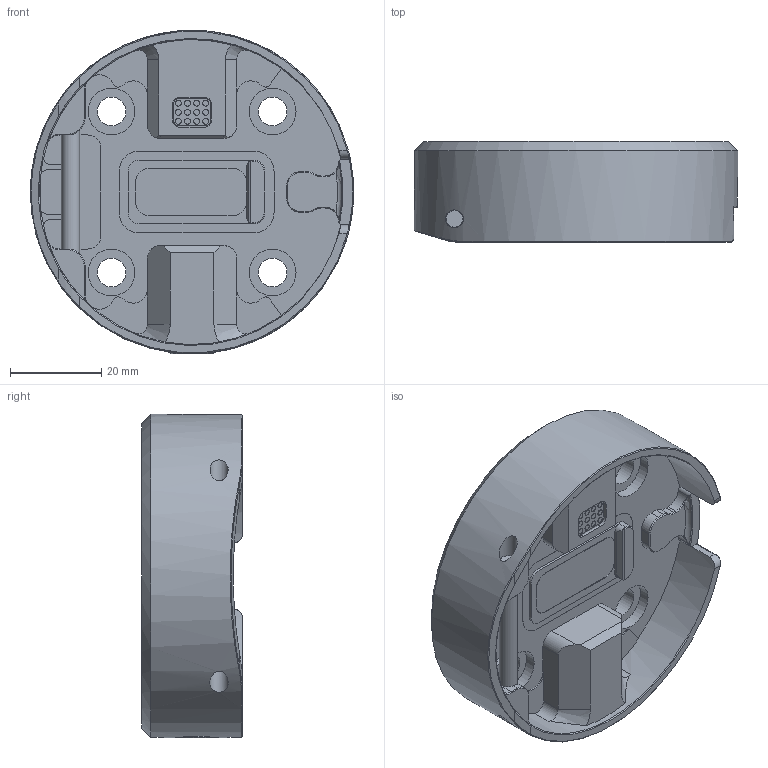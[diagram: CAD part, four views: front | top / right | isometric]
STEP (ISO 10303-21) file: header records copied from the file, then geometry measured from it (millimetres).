
FILE_DESCRIPTION (( 'STEP AP214' ), '1' );
FILE_NAME ('Quick_Changer_for_IO_v2.STEP', '2019-08-06T07:29:14', ( '' ), ( '' ), 'SwSTEP 2.0', 'SolidWorks 2019', '' );
FILE_SCHEMA (( 'AUTOMOTIVE_DESIGN' ));
Length unit declared in the file: millimetre
Products named in the file (7): 100022; 101582; 102689; 102010; 101396; 102695; Quick_Changer_for_IO_v2
Assembly tree (6 placements, depth 2):
  Quick_Changer_for_IO_v2
    101582
    100022
    102010
    102695
    101396
    102689
Bounding box: 70.97 x 22.1 x 71 mm (x, y, z)
Volume: 44805 mm3; surface area: 24641.9 mm2
Topology: 6 solids, 7 shells, 754 faces, 1906 edges, 1226 vertices
Faces by surface type: plane 288, cylinder 265, bspline 128, cone 64, torus 9
Full cylindrical faces by diameter (mm): 0.6 x6, 0.7 x8, 1.3 x12, 2.5 x2, 3.97 x1, 4 x3, 4.03 x1, 6 x1, 6.3 x4, 6.6 x1, 7 x1, 8 x1, 8.1 x1, 9.7 x1, 9.8 x1, 10.3 x4, 63 x1, 71 x1
Entity records: 30193 total; most frequent: CARTESIAN_POINT 12599, ORIENTED_EDGE 3598, DIRECTION 3250, EDGE_CURVE 1799, VERTEX_POINT 1197, AXIS2_PLACEMENT_3D 1195, EDGE_LOOP 914, VECTOR 860
